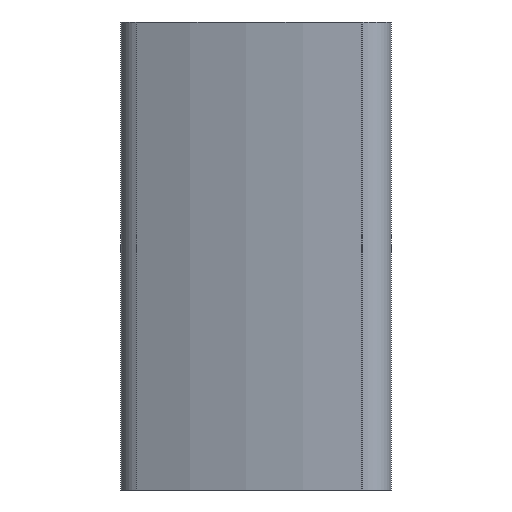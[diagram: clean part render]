
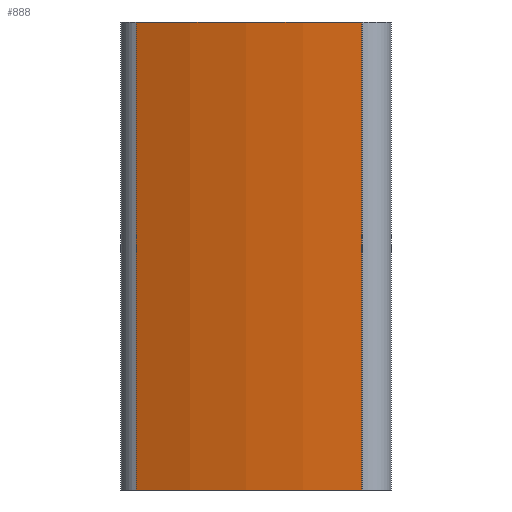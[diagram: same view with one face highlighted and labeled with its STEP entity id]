
A CAD part, left-side view. The second image highlights one B-rep face of the part: STEP entity #888.
In plain terms, the highlighted cylindrical face has radius 60 mm (diameter 120 mm), a partial arc.
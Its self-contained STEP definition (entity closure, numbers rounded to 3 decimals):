
#182 = CARTESIAN_POINT ( 'NONE',  ( -23.468, 27.224, -25. ) ) ;
#216 = LINE ( 'NONE', #768, #911 ) ;
#353 = ORIENTED_EDGE ( 'NONE', *, *, #2543, .T. ) ;
#748 = CARTESIAN_POINT ( 'NONE',  ( 30., 0., 25. ) ) ;
#763 = DIRECTION ( 'NONE',  ( 1., 0., 0. ) ) ;
#768 = CARTESIAN_POINT ( 'NONE',  ( -29.917, 3.158, 25. ) ) ;
#888 = ADVANCED_FACE ( 'NONE', ( #3307 ), #2221, .T. ) ;
#911 = VECTOR ( 'NONE', #1898, 1000. ) ;
#1080 = CARTESIAN_POINT ( 'NONE',  ( -23.468, 27.224, 25. ) ) ;
#1106 = DIRECTION ( 'NONE',  ( -1., 0., 0. ) ) ;
#1475 = CARTESIAN_POINT ( 'NONE',  ( -29.917, 3.158, 25. ) ) ;
#1476 = VERTEX_POINT ( 'NONE', #1475 ) ;
#1640 = EDGE_CURVE ( 'NONE', #1883, #1476, #2872, .T. ) ;
#1663 = DIRECTION ( 'NONE',  ( 0., 0., -1. ) ) ;
#1804 = CIRCLE ( 'NONE', #3043, 60. ) ;
#1856 = AXIS2_PLACEMENT_3D ( 'NONE', #3069, #1663, #1106 ) ;
#1883 = VERTEX_POINT ( 'NONE', #3133 ) ;
#1898 = DIRECTION ( 'NONE',  ( 0., 0., -1. ) ) ;
#1995 = DIRECTION ( 'NONE',  ( 1., 0., 0. ) ) ;
#2010 = VERTEX_POINT ( 'NONE', #182 ) ;
#2054 = CARTESIAN_POINT ( 'NONE',  ( 30., 0., -25. ) ) ;
#2221 = CYLINDRICAL_SURFACE ( 'NONE', #1856, 60. ) ;
#2423 = ORIENTED_EDGE ( 'NONE', *, *, #2658, .T. ) ;
#2477 = DIRECTION ( 'NONE',  ( 0., 0., -1. ) ) ;
#2514 = LINE ( 'NONE', #1080, #3158 ) ;
#2543 = EDGE_CURVE ( 'NONE', #1883, #2010, #2514, .T. ) ;
#2553 = VERTEX_POINT ( 'NONE', #3360 ) ;
#2590 = DIRECTION ( 'NONE',  ( 0., 0., 1. ) ) ;
#2612 = EDGE_CURVE ( 'NONE', #1476, #2553, #216, .T. ) ;
#2658 = EDGE_CURVE ( 'NONE', #2010, #2553, #1804, .T. ) ;
#2872 = CIRCLE ( 'NONE', #2986, 60. ) ;
#2965 = ORIENTED_EDGE ( 'NONE', *, *, #2612, .F. ) ;
#2986 = AXIS2_PLACEMENT_3D ( 'NONE', #748, #3281, #763 ) ;
#3043 = AXIS2_PLACEMENT_3D ( 'NONE', #2054, #2590, #1995 ) ;
#3069 = CARTESIAN_POINT ( 'NONE',  ( 30., 0., 25. ) ) ;
#3133 = CARTESIAN_POINT ( 'NONE',  ( -23.468, 27.224, 25. ) ) ;
#3158 = VECTOR ( 'NONE', #2477, 1000. ) ;
#3249 = ORIENTED_EDGE ( 'NONE', *, *, #1640, .F. ) ;
#3267 = EDGE_LOOP ( 'NONE', ( #2423, #2965, #3249, #353 ) ) ;
#3281 = DIRECTION ( 'NONE',  ( 0., 0., 1. ) ) ;
#3307 = FACE_OUTER_BOUND ( 'NONE', #3267, .T. ) ;
#3360 = CARTESIAN_POINT ( 'NONE',  ( -29.917, 3.158, -25. ) ) ;
